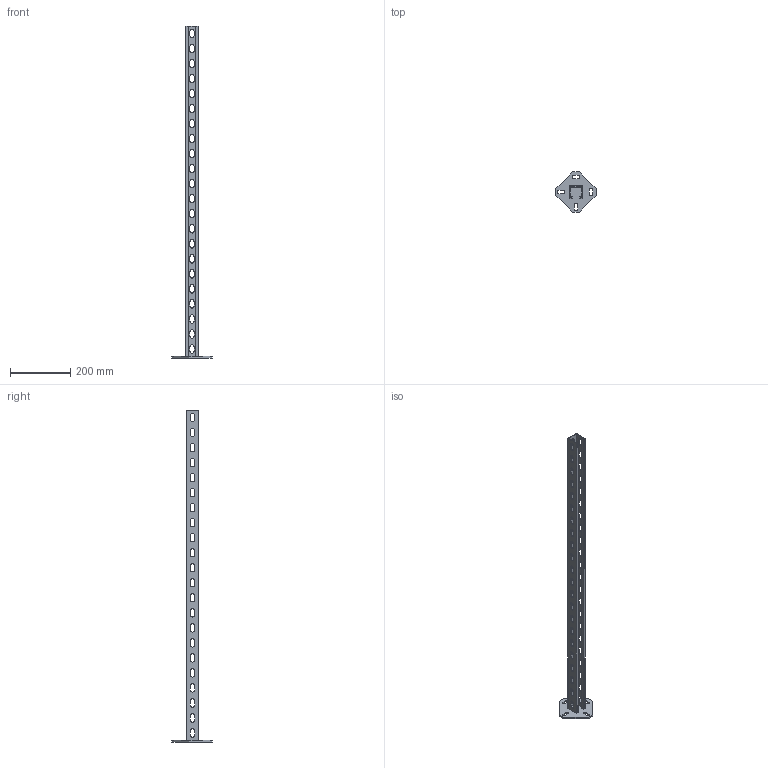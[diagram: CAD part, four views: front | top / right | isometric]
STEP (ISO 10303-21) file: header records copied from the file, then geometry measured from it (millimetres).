
FILE_DESCRIPTION (( 'STEP AP214' ), '1' );
FILE_NAME ('6342798.STEP', '2019-12-02T11:57:06', ( '' ), ( '' ), 'SwSTEP 2.0', 'SolidWorks 2018', '' );
FILE_SCHEMA (( 'AUTOMOTIVE_DESIGN' ));
Length unit declared in the file: millimetre
Products named in the file (3): 026840_L=1200; 055764_H=31,5; 6342798
Assembly tree (2 placements, depth 2):
  6342798
    055764_H=31,5
    026840_L=1200
Bounding box: 134.35 x 134.35 x 1105 mm (x, y, z)
Volume: 377779.6 mm3; surface area: 302263.4 mm2
Topology: 2 solids, 2 shells, 388 faces, 1152 edges, 768 vertices
Faces by surface type: cylinder 208, plane 180
Entity records: 13522 total; most frequent: DIRECTION 2354, CARTESIAN_POINT 2313, ORIENTED_EDGE 2304, EDGE_CURVE 1152, AXIS2_PLACEMENT_3D 809, VERTEX_POINT 768, LINE 736, VECTOR 736
